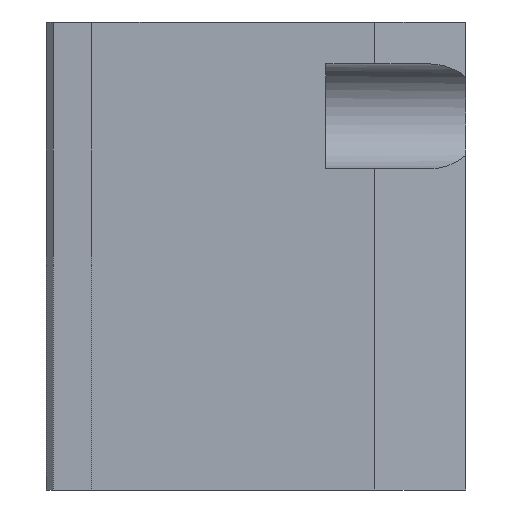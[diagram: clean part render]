
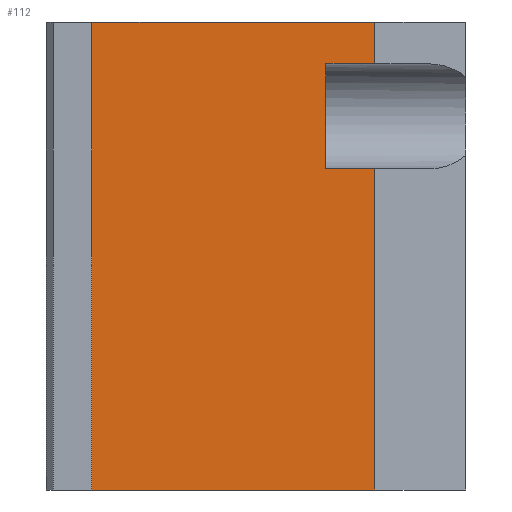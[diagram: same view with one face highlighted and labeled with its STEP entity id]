
A CAD part, left-side view. The second image highlights one B-rep face of the part: STEP entity #112.
In plain terms, the highlighted planar face has unit normal (-1, 0, 0).
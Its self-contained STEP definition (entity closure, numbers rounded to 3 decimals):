
#112 = ADVANCED_FACE( '', ( #213 ), #214, .T. );
#213 = FACE_OUTER_BOUND( '', #342, .T. );
#214 = PLANE( '', #343 );
#342 = EDGE_LOOP( '', ( #666, #667, #668, #669, #670, #671, #672, #673 ) );
#343 = AXIS2_PLACEMENT_3D( '', #674, #675, #676 );
#666 = ORIENTED_EDGE( '', *, *, #926, .T. );
#667 = ORIENTED_EDGE( '', *, *, #915, .T. );
#668 = ORIENTED_EDGE( '', *, *, #921, .T. );
#669 = ORIENTED_EDGE( '', *, *, #941, .T. );
#670 = ORIENTED_EDGE( '', *, *, #942, .T. );
#671 = ORIENTED_EDGE( '', *, *, #943, .F. );
#672 = ORIENTED_EDGE( '', *, *, #944, .T. );
#673 = ORIENTED_EDGE( '', *, *, #945, .T. );
#674 = CARTESIAN_POINT( '', ( -38., 13., 0. ) );
#675 = DIRECTION( '', ( -1., 0., 0. ) );
#676 = DIRECTION( '', ( 0., -1., 0. ) );
#915 = EDGE_CURVE( '', #1111, #1112, #1113, .T. );
#921 = EDGE_CURVE( '', #1112, #1122, #1123, .T. );
#926 = EDGE_CURVE( '', #1130, #1111, #1131, .T. );
#941 = EDGE_CURVE( '', #1122, #1155, #1156, .T. );
#942 = EDGE_CURVE( '', #1155, #1157, #1158, .T. );
#943 = EDGE_CURVE( '', #1159, #1157, #1160, .T. );
#944 = EDGE_CURVE( '', #1159, #1161, #1162, .T. );
#945 = EDGE_CURVE( '', #1161, #1130, #1163, .T. );
#1111 = VERTEX_POINT( '', #1430 );
#1112 = VERTEX_POINT( '', #1431 );
#1113 = LINE( '', #1432, #1433 );
#1122 = VERTEX_POINT( '', #1446 );
#1123 = LINE( '', #1447, #1448 );
#1130 = VERTEX_POINT( '', #1459 );
#1131 = LINE( '', #1460, #1461 );
#1155 = VERTEX_POINT( '', #1496 );
#1156 = LINE( '', #1497, #1498 );
#1157 = VERTEX_POINT( '', #1499 );
#1158 = LINE( '', #1500, #1501 );
#1159 = VERTEX_POINT( '', #1502 );
#1160 = LINE( '', #1503, #1504 );
#1161 = VERTEX_POINT( '', #1505 );
#1162 = LINE( '', #1506, #1507 );
#1163 = LINE( '', #1508, #1509 );
#1430 = CARTESIAN_POINT( '', ( -38., 20., 46. ) );
#1431 = CARTESIAN_POINT( '', ( -38., 20., 61. ) );
#1432 = CARTESIAN_POINT( '', ( -38., 20., 0. ) );
#1433 = VECTOR( '', #1729, 1. );
#1446 = CARTESIAN_POINT( '', ( -38., 13., 61. ) );
#1447 = CARTESIAN_POINT( '', ( -38., 6.5, 61. ) );
#1448 = VECTOR( '', #1737, 1. );
#1459 = CARTESIAN_POINT( '', ( -38., 13., 46. ) );
#1460 = CARTESIAN_POINT( '', ( -38., 6.5, 46. ) );
#1461 = VECTOR( '', #1742, 1. );
#1496 = CARTESIAN_POINT( '', ( -38., 13., 67. ) );
#1497 = CARTESIAN_POINT( '', ( -38., 13., 0. ) );
#1498 = VECTOR( '', #1763, 1. );
#1499 = CARTESIAN_POINT( '', ( -38., 53.5, 67. ) );
#1500 = CARTESIAN_POINT( '', ( -38., 53.5, 67. ) );
#1501 = VECTOR( '', #1764, 1. );
#1502 = CARTESIAN_POINT( '', ( -38., 53.5, 0. ) );
#1503 = CARTESIAN_POINT( '', ( -38., 53.5, 0. ) );
#1504 = VECTOR( '', #1765, 1. );
#1505 = CARTESIAN_POINT( '', ( -38., 13., 0. ) );
#1506 = CARTESIAN_POINT( '', ( -38., 53.5, 0. ) );
#1507 = VECTOR( '', #1766, 1. );
#1508 = CARTESIAN_POINT( '', ( -38., 13., 0. ) );
#1509 = VECTOR( '', #1767, 1. );
#1729 = DIRECTION( '', ( 0., 0., 1. ) );
#1737 = DIRECTION( '', ( 0., -1., 0. ) );
#1742 = DIRECTION( '', ( 0., 1., 0. ) );
#1763 = DIRECTION( '', ( 0., 0., 1. ) );
#1764 = DIRECTION( '', ( 0., 1., 0. ) );
#1765 = DIRECTION( '', ( 0., 0., 1. ) );
#1766 = DIRECTION( '', ( 0., -1., 0. ) );
#1767 = DIRECTION( '', ( 0., 0., 1. ) );
